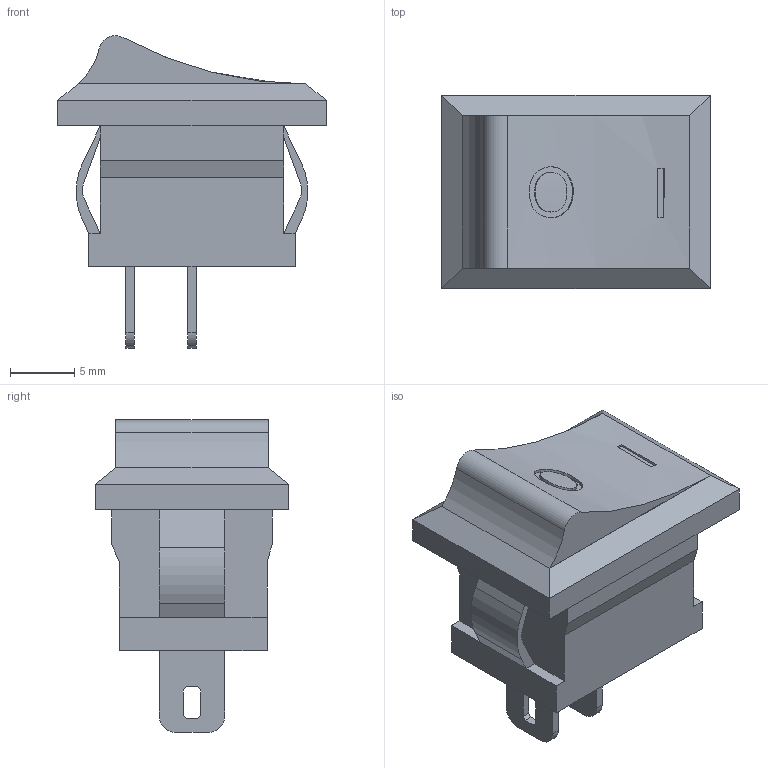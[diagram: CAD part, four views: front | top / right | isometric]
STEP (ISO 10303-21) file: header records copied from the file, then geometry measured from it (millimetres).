
FILE_DESCRIPTION(/* description */ (''),/* implementation_level */ '2;1');
FILE_NAME(/* name */ 'Square Rocker Switch v2.step',/* time_stamp */ '2022-04-10T13:37:00-04:00',/* author */ (''),/* organization */ (''),/* preprocessor_version */ 'ST-DEVELOPER v18.1',/* originating_system */ 'Autodesk Translation Framework v10.14.0.1471',/* authorisation */ '');
FILE_SCHEMA (('AUTOMOTIVE_DESIGN { 1 0 10303 214 3 1 1 }'));
Length unit declared in the file: inch
Products named in the file (1): Square Rocker Switch
Bounding box: 20.83 x 14.99 x 24.27 mm (x, y, z)
Volume: 3208.9 mm3; surface area: 1802.4 mm2
Topology: 1 solids, 1 shells, 104 faces, 280 edges, 180 vertices
Faces by surface type: plane 70, bspline 20, cylinder 14
Entity records: 3578 total; most frequent: CARTESIAN_POINT 1033, ORIENTED_EDGE 560, DIRECTION 436, EDGE_CURVE 280, LINE 214, VECTOR 214, VERTEX_POINT 180, EDGE_LOOP 114
